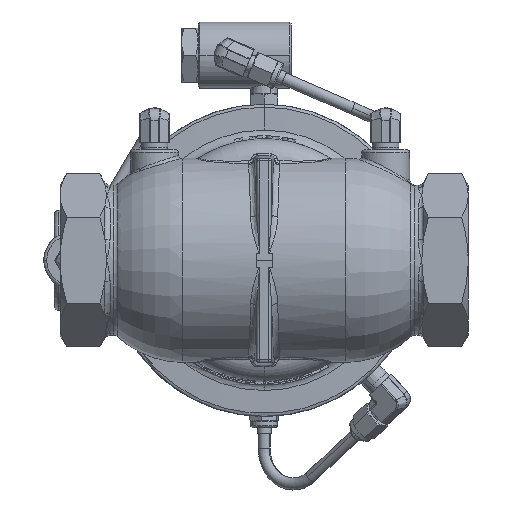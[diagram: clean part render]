
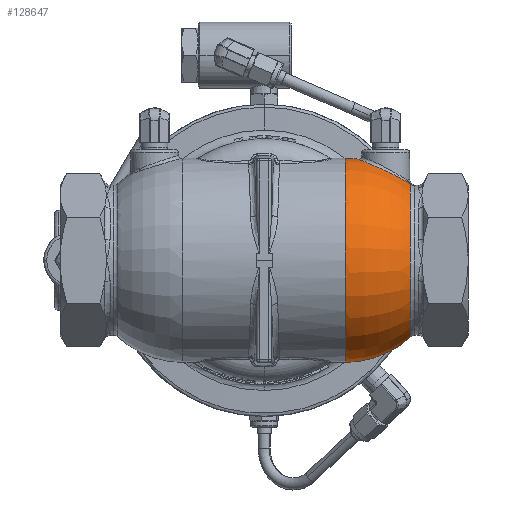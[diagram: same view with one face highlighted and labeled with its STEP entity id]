
A CAD part, front view. The second image highlights one B-rep face of the part: STEP entity #128647.
In plain terms, the highlighted toroidal (fillet/blend) face has major radius 3.175 mm and minor radius 50.8 mm.
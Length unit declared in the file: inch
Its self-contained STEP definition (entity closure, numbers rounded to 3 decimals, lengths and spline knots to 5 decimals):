
#180 = DIRECTION ( 'NONE',  ( 0., -1., 0. ) ) ;
#429 = ORIENTED_EDGE ( 'NONE', *, *, #99386, .F. ) ;
#7815 = B_SPLINE_CURVE_WITH_KNOTS ( 'NONE', 3,
 ( #60901, #118684, #59905, #132208, #55112, #135508, #55937, #134186, #71559, #27285, #107143, #120680 ),
 .UNSPECIFIED., .F., .F.,
 ( 4, 2, 2, 2, 2, 4 ),
 ( 0., 0.00015, 0.0003, 0.00059, 0.00119, 0.00237 ),
 .UNSPECIFIED. ) ;
#9609 = CARTESIAN_POINT ( 'NONE',  ( 2.93712, -0.33611, 1.65645 ) ) ;
#10110 = CARTESIAN_POINT ( 'NONE',  ( 2.5222, -0.54708, 1.86615 ) ) ;
#10611 = CARTESIAN_POINT ( 'NONE',  ( 2.05308, -0.30521, 2.06976 ) ) ;
#11464 = CARTESIAN_POINT ( 'NONE',  ( 1.69167, 0., 2.125 ) ) ;
#12433 = VERTEX_POINT ( 'NONE', #125991 ) ;
#18089 = CIRCLE ( 'NONE', #31124, 2. ) ;
#21113 = CARTESIAN_POINT ( 'NONE',  ( 2.87436, -0.40415, 1.69052 ) ) ;
#21596 = CARTESIAN_POINT ( 'NONE',  ( 2.43261, -0.54239, 1.90736 ) ) ;
#22127 = CARTESIAN_POINT ( 'NONE',  ( 2.02015, -0.25078, 2.08306 ) ) ;
#24402 = CARTESIAN_POINT ( 'NONE',  ( 1.69167, 0., 0. ) ) ;
#27285 = CARTESIAN_POINT ( 'NONE',  ( 3.01411, -0.20099, 1.61298 ) ) ;
#28874 = CIRCLE ( 'NONE', #47711, 1.59559 ) ;
#31124 = AXIS2_PLACEMENT_3D ( 'NONE', #105760, #73753, #101035 ) ;
#32088 = ORIENTED_EDGE ( 'NONE', *, *, #36167, .F. ) ;
#32696 = CARTESIAN_POINT ( 'NONE',  ( 2.81489, -0.45064, 1.72189 ) ) ;
#33208 = CARTESIAN_POINT ( 'NONE',  ( 2.34499, -0.52306, 1.94651 ) ) ;
#33327 = EDGE_CURVE ( 'NONE', #95843, #59768, #7815, .T. ) ;
#33703 = CARTESIAN_POINT ( 'NONE',  ( 1.98924, -0.17621, 2.09541 ) ) ;
#35330 = EDGE_CURVE ( 'NONE', #12433, #95843, #28874, .T. ) ;
#35984 = DIRECTION ( 'NONE',  ( 0., 0., 1. ) ) ;
#36167 = EDGE_CURVE ( 'NONE', #12433, #112026, #18089, .T. ) ;
#38030 = CIRCLE ( 'NONE', #59242, 2. ) ;
#38807 = DIRECTION ( 'NONE',  ( 0., 0., 1. ) ) ;
#41281 = FACE_OUTER_BOUND ( 'NONE', #73959, .T. ) ;
#44282 = CARTESIAN_POINT ( 'NONE',  ( 2.77657, -0.47474, 1.74171 ) ) ;
#44799 = CARTESIAN_POINT ( 'NONE',  ( 2.2612, -0.48942, 1.98297 ) ) ;
#45308 = CARTESIAN_POINT ( 'NONE',  ( 1.97556, -0.12916, 2.10085 ) ) ;
#45980 = CARTESIAN_POINT ( 'NONE',  ( 3.00147, -0.22822, 1.62044 ) ) ;
#47711 = AXIS2_PLACEMENT_3D ( 'NONE', #117445, #138389, #137377 ) ;
#55112 = CARTESIAN_POINT ( 'NONE',  ( 3.04024, -0.16036, 1.59389 ) ) ;
#55880 = CARTESIAN_POINT ( 'NONE',  ( 2.72361, -0.502, 1.76866 ) ) ;
#55937 = CARTESIAN_POINT ( 'NONE',  ( 3.03438, -0.16651, 1.59862 ) ) ;
#56390 = CARTESIAN_POINT ( 'NONE',  ( 2.18228, -0.44104, 2.01649 ) ) ;
#56746 = ORIENTED_EDGE ( 'NONE', *, *, #140086, .T. ) ;
#56882 = CARTESIAN_POINT ( 'NONE',  ( 1.96331, -0.06545, 2.1057 ) ) ;
#59242 = AXIS2_PLACEMENT_3D ( 'NONE', #69145, #180, #80655 ) ;
#59768 = VERTEX_POINT ( 'NONE', #45980 ) ;
#59905 = CARTESIAN_POINT ( 'NONE',  ( 3.04427, -0.15791, 1.59043 ) ) ;
#60901 = CARTESIAN_POINT ( 'NONE',  ( 3.04716, -0.15756, 1.58779 ) ) ;
#64959 = VERTEX_POINT ( 'NONE', #109238 ) ;
#66982 = CARTESIAN_POINT ( 'NONE',  ( 3.00147, -0.22822, 1.62044 ) ) ;
#67501 = CARTESIAN_POINT ( 'NONE',  ( 2.63964, -0.53067, 1.81018 ) ) ;
#68005 = CARTESIAN_POINT ( 'NONE',  ( 2.11243, -0.37987, 2.04553 ) ) ;
#68494 = CARTESIAN_POINT ( 'NONE',  ( 1.96035, 0., 2.10687 ) ) ;
#69145 = CARTESIAN_POINT ( 'NONE',  ( 1.69167, 0., 0.125 ) ) ;
#70044 = B_SPLINE_CURVE_WITH_KNOTS ( 'NONE', 3,
 ( #66982, #147153, #78532, #9609, #90093, #21113, #101583, #32696, #113060, #44282, #124615, #55880, #136096, #67501, #147652, #79036, #10110, #90594, #21596, #102070, #33208, #113545, #44799, #125103, #56390, #136595, #68005, #148152, #79522, #10611, #91088, #22127, #102576, #33703, #114059, #45308, #125625, #56882, #137108, #68494 ),
 .UNSPECIFIED., .F., .F.,
 ( 4, 2, 2, 2, 2, 2, 2, 2, 2, 2, 2, 2, 2, 2, 2, 2, 2, 2, 2, 4 ),
 ( 0.07387, 0.07638, 0.07889, 0.0814, 0.08265, 0.08391, 0.08642, 0.08893, 0.09144, 0.09395, 0.09646, 0.09896, 0.10147, 0.10398, 0.10524, 0.10649, 0.109, 0.11026, 0.11151, 0.11402 ),
 .UNSPECIFIED. ) ;
#71559 = CARTESIAN_POINT ( 'NONE',  ( 3.02457, -0.18155, 1.60589 ) ) ;
#73753 = DIRECTION ( 'NONE',  ( 0., 1., 0. ) ) ;
#73959 = EDGE_LOOP ( 'NONE', ( #32088, #96566, #140254, #134483, #56746, #429 ) ) ;
#75526 = TOROIDAL_SURFACE ( 'NONE', #75840, 0.125, 2. ) ;
#75840 = AXIS2_PLACEMENT_3D ( 'NONE', #107572, #96176, #38807 ) ;
#78532 = CARTESIAN_POINT ( 'NONE',  ( 2.97252, -0.28469, 1.6368 ) ) ;
#79036 = CARTESIAN_POINT ( 'NONE',  ( 2.55173, -0.54539, 1.8523 ) ) ;
#79522 = CARTESIAN_POINT ( 'NONE',  ( 2.0716, -0.33111, 2.06223 ) ) ;
#80655 = DIRECTION ( 'NONE',  ( 0., 0., -1. ) ) ;
#84012 = EDGE_CURVE ( 'NONE', #59768, #64959, #70044, .T. ) ;
#87976 = CIRCLE ( 'NONE', #140894, 2.125 ) ;
#90093 = CARTESIAN_POINT ( 'NONE',  ( 2.91715, -0.36032, 1.66741 ) ) ;
#90594 = CARTESIAN_POINT ( 'NONE',  ( 2.46272, -0.54561, 1.89365 ) ) ;
#91088 = CARTESIAN_POINT ( 'NONE',  ( 2.04441, -0.29188, 2.07327 ) ) ;
#95843 = VERTEX_POINT ( 'NONE', #128461 ) ;
#96176 = DIRECTION ( 'NONE',  ( -1., 0., 0. ) ) ;
#96566 = ORIENTED_EDGE ( 'NONE', *, *, #35330, .T. ) ;
#99386 = EDGE_CURVE ( 'NONE', #112026, #132505, #87976, .T. ) ;
#101035 = DIRECTION ( 'NONE',  ( 0., 0., 1. ) ) ;
#101583 = CARTESIAN_POINT ( 'NONE',  ( 2.85146, -0.42395, 1.70272 ) ) ;
#102070 = CARTESIAN_POINT ( 'NONE',  ( 2.37378, -0.53108, 1.93377 ) ) ;
#102576 = CARTESIAN_POINT ( 'NONE',  ( 2.00629, -0.22189, 2.0886 ) ) ;
#104814 = DIRECTION ( 'NONE',  ( -1., 0., 0. ) ) ;
#105760 = CARTESIAN_POINT ( 'NONE',  ( 1.69167, 0., -0.125 ) ) ;
#107143 = CARTESIAN_POINT ( 'NONE',  ( 3.00774, -0.21453, 1.61688 ) ) ;
#107572 = CARTESIAN_POINT ( 'NONE',  ( 1.69167, 0., 0. ) ) ;
#109238 = CARTESIAN_POINT ( 'NONE',  ( 1.96035, 0., 2.10687 ) ) ;
#112026 = VERTEX_POINT ( 'NONE', #132294 ) ;
#113060 = CARTESIAN_POINT ( 'NONE',  ( 2.80229, -0.45906, 1.72844 ) ) ;
#113545 = CARTESIAN_POINT ( 'NONE',  ( 2.2887, -0.50222, 1.97111 ) ) ;
#114059 = CARTESIAN_POINT ( 'NONE',  ( 1.98418, -0.16056, 2.09742 ) ) ;
#117445 = CARTESIAN_POINT ( 'NONE',  ( 3.04716, 0., 0. ) ) ;
#118684 = CARTESIAN_POINT ( 'NONE',  ( 3.04571, -0.15749, 1.58914 ) ) ;
#120680 = CARTESIAN_POINT ( 'NONE',  ( 3.00147, -0.22822, 1.62044 ) ) ;
#124615 = CARTESIAN_POINT ( 'NONE',  ( 2.76349, -0.48199, 1.74841 ) ) ;
#125103 = CARTESIAN_POINT ( 'NONE',  ( 2.20762, -0.45862, 2.00581 ) ) ;
#125625 = CARTESIAN_POINT ( 'NONE',  ( 1.97197, -0.11333, 2.10227 ) ) ;
#125991 = CARTESIAN_POINT ( 'NONE',  ( 3.04716, 0., -1.59559 ) ) ;
#128461 = CARTESIAN_POINT ( 'NONE',  ( 3.04716, -0.15756, 1.58779 ) ) ;
#128647 = ADVANCED_FACE ( 'NONE', ( #41281 ), #75526, .T. ) ;
#132208 = CARTESIAN_POINT ( 'NONE',  ( 3.04153, -0.15936, 1.59281 ) ) ;
#132294 = CARTESIAN_POINT ( 'NONE',  ( 1.69167, 0., -2.125 ) ) ;
#132505 = VERTEX_POINT ( 'NONE', #11464 ) ;
#134186 = CARTESIAN_POINT ( 'NONE',  ( 3.02822, -0.17514, 1.6033 ) ) ;
#134483 = ORIENTED_EDGE ( 'NONE', *, *, #84012, .T. ) ;
#135508 = CARTESIAN_POINT ( 'NONE',  ( 3.03654, -0.16378, 1.59694 ) ) ;
#136096 = CARTESIAN_POINT ( 'NONE',  ( 2.69618, -0.51306, 1.78237 ) ) ;
#136595 = CARTESIAN_POINT ( 'NONE',  ( 2.1347, -0.40167, 2.03634 ) ) ;
#137108 = CARTESIAN_POINT ( 'NONE',  ( 1.96035, -0.033, 2.10687 ) ) ;
#137377 = DIRECTION ( 'NONE',  ( 0., 0., 1. ) ) ;
#138389 = DIRECTION ( 'NONE',  ( -1., 0., 0. ) ) ;
#140086 = EDGE_CURVE ( 'NONE', #64959, #132505, #38030, .T. ) ;
#140254 = ORIENTED_EDGE ( 'NONE', *, *, #33327, .T. ) ;
#140894 = AXIS2_PLACEMENT_3D ( 'NONE', #24402, #104814, #35984 ) ;
#147153 = CARTESIAN_POINT ( 'NONE',  ( 2.98812, -0.25734, 1.62802 ) ) ;
#147652 = CARTESIAN_POINT ( 'NONE',  ( 2.61037, -0.53723, 1.82435 ) ) ;
#148152 = CARTESIAN_POINT ( 'NONE',  ( 2.08151, -0.34375, 2.0582 ) ) ;
